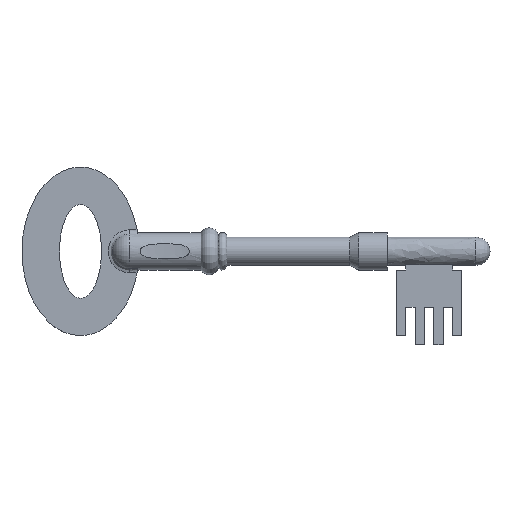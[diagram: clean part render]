
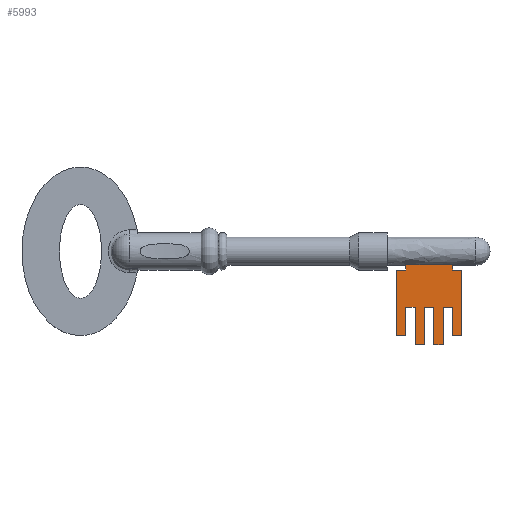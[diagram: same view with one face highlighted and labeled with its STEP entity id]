
A CAD part, top view. The second image highlights one B-rep face of the part: STEP entity #5993.
In plain terms, the highlighted planar face has unit normal (0, 0, 1).
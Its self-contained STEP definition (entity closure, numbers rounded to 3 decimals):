
#5599 = VERTEX_POINT('',#5600);
#5600 = CARTESIAN_POINT('',(4.1,-0.141,0.05));
#5689 = EDGE_CURVE('',#5599,#5690,#5692,.T.);
#5690 = VERTEX_POINT('',#5691);
#5691 = CARTESIAN_POINT('',(4.6,-0.141,0.05));
#5692 = B_SPLINE_CURVE_WITH_KNOTS('',4,(#5693,#5694,#5695,#5696,#5697),
  .UNSPECIFIED.,.F.,.F.,(5,5),(0.,1.),.PIECEWISE_BEZIER_KNOTS.);
#5693 = CARTESIAN_POINT('',(4.1,-0.141,0.05));
#5694 = CARTESIAN_POINT('',(4.225,-0.141,0.05));
#5695 = CARTESIAN_POINT('',(4.35,-0.141,0.05));
#5696 = CARTESIAN_POINT('',(4.475,-0.141,0.05));
#5697 = CARTESIAN_POINT('',(4.6,-0.141,0.05));
#5833 = EDGE_CURVE('',#5599,#5834,#5836,.T.);
#5834 = VERTEX_POINT('',#5835);
#5835 = CARTESIAN_POINT('',(4.1,-0.2,0.05));
#5836 = B_SPLINE_CURVE_WITH_KNOTS('',1,(#5837,#5838),.UNSPECIFIED.,.F.,
  .F.,(2,2),(0.,1.),.PIECEWISE_BEZIER_KNOTS.);
#5837 = CARTESIAN_POINT('',(4.1,0.,0.05));
#5838 = CARTESIAN_POINT('',(4.1,-0.2,0.05));
#5993 = ADVANCED_FACE('',(#5994),#6122,.F.);
#5994 = FACE_BOUND('',#5995,.F.);
#5995 = EDGE_LOOP('',(#5996,#5997,#5998,#6005,#6012,#6019,#6026,#6033,
    #6040,#6047,#6054,#6061,#6068,#6075,#6082,#6089,#6096,#6103,#6110,
    #6117));
#5996 = ORIENTED_EDGE('',*,*,#5833,.F.);
#5997 = ORIENTED_EDGE('',*,*,#5689,.T.);
#5998 = ORIENTED_EDGE('',*,*,#5999,.F.);
#5999 = EDGE_CURVE('',#6000,#5690,#6002,.T.);
#6000 = VERTEX_POINT('',#6001);
#6001 = CARTESIAN_POINT('',(4.6,-0.2,0.05));
#6002 = B_SPLINE_CURVE_WITH_KNOTS('',1,(#6003,#6004),.UNSPECIFIED.,.F.,
  .F.,(2,2),(0.,1.),.PIECEWISE_BEZIER_KNOTS.);
#6003 = CARTESIAN_POINT('',(4.6,-0.2,0.05));
#6004 = CARTESIAN_POINT('',(4.6,0.,0.05));
#6005 = ORIENTED_EDGE('',*,*,#6006,.F.);
#6006 = EDGE_CURVE('',#6007,#6000,#6009,.T.);
#6007 = VERTEX_POINT('',#6008);
#6008 = CARTESIAN_POINT('',(4.7,-0.2,0.05));
#6009 = B_SPLINE_CURVE_WITH_KNOTS('',1,(#6010,#6011),.UNSPECIFIED.,.F.,
  .F.,(2,2),(0.,1.),.PIECEWISE_BEZIER_KNOTS.);
#6010 = CARTESIAN_POINT('',(4.7,-0.2,0.05));
#6011 = CARTESIAN_POINT('',(4.6,-0.2,0.05));
#6012 = ORIENTED_EDGE('',*,*,#6013,.F.);
#6013 = EDGE_CURVE('',#6014,#6007,#6016,.T.);
#6014 = VERTEX_POINT('',#6015);
#6015 = CARTESIAN_POINT('',(4.7,-0.9,0.05));
#6016 = B_SPLINE_CURVE_WITH_KNOTS('',1,(#6017,#6018),.UNSPECIFIED.,.F.,
  .F.,(2,2),(0.,1.),.PIECEWISE_BEZIER_KNOTS.);
#6017 = CARTESIAN_POINT('',(4.7,-0.9,0.05));
#6018 = CARTESIAN_POINT('',(4.7,-0.2,0.05));
#6019 = ORIENTED_EDGE('',*,*,#6020,.F.);
#6020 = EDGE_CURVE('',#6021,#6014,#6023,.T.);
#6021 = VERTEX_POINT('',#6022);
#6022 = CARTESIAN_POINT('',(4.6,-0.9,0.05));
#6023 = B_SPLINE_CURVE_WITH_KNOTS('',1,(#6024,#6025),.UNSPECIFIED.,.F.,
  .F.,(2,2),(0.,1.),.PIECEWISE_BEZIER_KNOTS.);
#6024 = CARTESIAN_POINT('',(4.6,-0.9,0.05));
#6025 = CARTESIAN_POINT('',(4.7,-0.9,0.05));
#6026 = ORIENTED_EDGE('',*,*,#6027,.F.);
#6027 = EDGE_CURVE('',#6028,#6021,#6030,.T.);
#6028 = VERTEX_POINT('',#6029);
#6029 = CARTESIAN_POINT('',(4.6,-0.6,0.05));
#6030 = B_SPLINE_CURVE_WITH_KNOTS('',1,(#6031,#6032),.UNSPECIFIED.,.F.,
  .F.,(2,2),(0.,1.),.PIECEWISE_BEZIER_KNOTS.);
#6031 = CARTESIAN_POINT('',(4.6,-0.6,0.05));
#6032 = CARTESIAN_POINT('',(4.6,-0.9,0.05));
#6033 = ORIENTED_EDGE('',*,*,#6034,.F.);
#6034 = EDGE_CURVE('',#6035,#6028,#6037,.T.);
#6035 = VERTEX_POINT('',#6036);
#6036 = CARTESIAN_POINT('',(4.5,-0.6,0.05));
#6037 = B_SPLINE_CURVE_WITH_KNOTS('',1,(#6038,#6039),.UNSPECIFIED.,.F.,
  .F.,(2,2),(0.,1.),.PIECEWISE_BEZIER_KNOTS.);
#6038 = CARTESIAN_POINT('',(4.5,-0.6,0.05));
#6039 = CARTESIAN_POINT('',(4.6,-0.6,0.05));
#6040 = ORIENTED_EDGE('',*,*,#6041,.F.);
#6041 = EDGE_CURVE('',#6042,#6035,#6044,.T.);
#6042 = VERTEX_POINT('',#6043);
#6043 = CARTESIAN_POINT('',(4.5,-1.,0.05));
#6044 = B_SPLINE_CURVE_WITH_KNOTS('',1,(#6045,#6046),.UNSPECIFIED.,.F.,
  .F.,(2,2),(0.,1.),.PIECEWISE_BEZIER_KNOTS.);
#6045 = CARTESIAN_POINT('',(4.5,-1.,0.05));
#6046 = CARTESIAN_POINT('',(4.5,-0.6,0.05));
#6047 = ORIENTED_EDGE('',*,*,#6048,.F.);
#6048 = EDGE_CURVE('',#6049,#6042,#6051,.T.);
#6049 = VERTEX_POINT('',#6050);
#6050 = CARTESIAN_POINT('',(4.4,-1.,0.05));
#6051 = B_SPLINE_CURVE_WITH_KNOTS('',1,(#6052,#6053),.UNSPECIFIED.,.F.,
  .F.,(2,2),(0.,1.),.PIECEWISE_BEZIER_KNOTS.);
#6052 = CARTESIAN_POINT('',(4.4,-1.,0.05));
#6053 = CARTESIAN_POINT('',(4.5,-1.,0.05));
#6054 = ORIENTED_EDGE('',*,*,#6055,.F.);
#6055 = EDGE_CURVE('',#6056,#6049,#6058,.T.);
#6056 = VERTEX_POINT('',#6057);
#6057 = CARTESIAN_POINT('',(4.4,-0.6,0.05));
#6058 = B_SPLINE_CURVE_WITH_KNOTS('',1,(#6059,#6060),.UNSPECIFIED.,.F.,
  .F.,(2,2),(0.,1.),.PIECEWISE_BEZIER_KNOTS.);
#6059 = CARTESIAN_POINT('',(4.4,-0.6,0.05));
#6060 = CARTESIAN_POINT('',(4.4,-1.,0.05));
#6061 = ORIENTED_EDGE('',*,*,#6062,.F.);
#6062 = EDGE_CURVE('',#6063,#6056,#6065,.T.);
#6063 = VERTEX_POINT('',#6064);
#6064 = CARTESIAN_POINT('',(4.3,-0.6,0.05));
#6065 = B_SPLINE_CURVE_WITH_KNOTS('',1,(#6066,#6067),.UNSPECIFIED.,.F.,
  .F.,(2,2),(0.,1.),.PIECEWISE_BEZIER_KNOTS.);
#6066 = CARTESIAN_POINT('',(4.3,-0.6,0.05));
#6067 = CARTESIAN_POINT('',(4.4,-0.6,0.05));
#6068 = ORIENTED_EDGE('',*,*,#6069,.F.);
#6069 = EDGE_CURVE('',#6070,#6063,#6072,.T.);
#6070 = VERTEX_POINT('',#6071);
#6071 = CARTESIAN_POINT('',(4.3,-1.,0.05));
#6072 = B_SPLINE_CURVE_WITH_KNOTS('',1,(#6073,#6074),.UNSPECIFIED.,.F.,
  .F.,(2,2),(0.,1.),.PIECEWISE_BEZIER_KNOTS.);
#6073 = CARTESIAN_POINT('',(4.3,-1.,0.05));
#6074 = CARTESIAN_POINT('',(4.3,-0.6,0.05));
#6075 = ORIENTED_EDGE('',*,*,#6076,.F.);
#6076 = EDGE_CURVE('',#6077,#6070,#6079,.T.);
#6077 = VERTEX_POINT('',#6078);
#6078 = CARTESIAN_POINT('',(4.2,-1.,0.05));
#6079 = B_SPLINE_CURVE_WITH_KNOTS('',1,(#6080,#6081),.UNSPECIFIED.,.F.,
  .F.,(2,2),(0.,1.),.PIECEWISE_BEZIER_KNOTS.);
#6080 = CARTESIAN_POINT('',(4.2,-1.,0.05));
#6081 = CARTESIAN_POINT('',(4.3,-1.,0.05));
#6082 = ORIENTED_EDGE('',*,*,#6083,.F.);
#6083 = EDGE_CURVE('',#6084,#6077,#6086,.T.);
#6084 = VERTEX_POINT('',#6085);
#6085 = CARTESIAN_POINT('',(4.2,-0.6,0.05));
#6086 = B_SPLINE_CURVE_WITH_KNOTS('',1,(#6087,#6088),.UNSPECIFIED.,.F.,
  .F.,(2,2),(0.,1.),.PIECEWISE_BEZIER_KNOTS.);
#6087 = CARTESIAN_POINT('',(4.2,-0.6,0.05));
#6088 = CARTESIAN_POINT('',(4.2,-1.,0.05));
#6089 = ORIENTED_EDGE('',*,*,#6090,.F.);
#6090 = EDGE_CURVE('',#6091,#6084,#6093,.T.);
#6091 = VERTEX_POINT('',#6092);
#6092 = CARTESIAN_POINT('',(4.1,-0.6,0.05));
#6093 = B_SPLINE_CURVE_WITH_KNOTS('',1,(#6094,#6095),.UNSPECIFIED.,.F.,
  .F.,(2,2),(0.,1.),.PIECEWISE_BEZIER_KNOTS.);
#6094 = CARTESIAN_POINT('',(4.1,-0.6,0.05));
#6095 = CARTESIAN_POINT('',(4.2,-0.6,0.05));
#6096 = ORIENTED_EDGE('',*,*,#6097,.F.);
#6097 = EDGE_CURVE('',#6098,#6091,#6100,.T.);
#6098 = VERTEX_POINT('',#6099);
#6099 = CARTESIAN_POINT('',(4.1,-0.9,0.05));
#6100 = B_SPLINE_CURVE_WITH_KNOTS('',1,(#6101,#6102),.UNSPECIFIED.,.F.,
  .F.,(2,2),(0.,1.),.PIECEWISE_BEZIER_KNOTS.);
#6101 = CARTESIAN_POINT('',(4.1,-0.9,0.05));
#6102 = CARTESIAN_POINT('',(4.1,-0.6,0.05));
#6103 = ORIENTED_EDGE('',*,*,#6104,.F.);
#6104 = EDGE_CURVE('',#6105,#6098,#6107,.T.);
#6105 = VERTEX_POINT('',#6106);
#6106 = CARTESIAN_POINT('',(4.,-0.9,0.05));
#6107 = B_SPLINE_CURVE_WITH_KNOTS('',1,(#6108,#6109),.UNSPECIFIED.,.F.,
  .F.,(2,2),(0.,1.),.PIECEWISE_BEZIER_KNOTS.);
#6108 = CARTESIAN_POINT('',(4.,-0.9,0.05));
#6109 = CARTESIAN_POINT('',(4.1,-0.9,0.05));
#6110 = ORIENTED_EDGE('',*,*,#6111,.F.);
#6111 = EDGE_CURVE('',#6112,#6105,#6114,.T.);
#6112 = VERTEX_POINT('',#6113);
#6113 = CARTESIAN_POINT('',(4.,-0.2,0.05));
#6114 = B_SPLINE_CURVE_WITH_KNOTS('',1,(#6115,#6116),.UNSPECIFIED.,.F.,
  .F.,(2,2),(0.,1.),.PIECEWISE_BEZIER_KNOTS.);
#6115 = CARTESIAN_POINT('',(4.,-0.2,0.05));
#6116 = CARTESIAN_POINT('',(4.,-0.9,0.05));
#6117 = ORIENTED_EDGE('',*,*,#6118,.F.);
#6118 = EDGE_CURVE('',#5834,#6112,#6119,.T.);
#6119 = B_SPLINE_CURVE_WITH_KNOTS('',1,(#6120,#6121),.UNSPECIFIED.,.F.,
  .F.,(2,2),(0.,1.),.PIECEWISE_BEZIER_KNOTS.);
#6120 = CARTESIAN_POINT('',(4.1,-0.2,0.05));
#6121 = CARTESIAN_POINT('',(4.,-0.2,0.05));
#6122 = PLANE('',#6123);
#6123 = AXIS2_PLACEMENT_3D('',#6124,#6125,#6126);
#6124 = CARTESIAN_POINT('',(4.1,-0.2,0.05));
#6125 = DIRECTION('',(-0.,-0.,-1.));
#6126 = DIRECTION('',(0.,-1.,0.));
